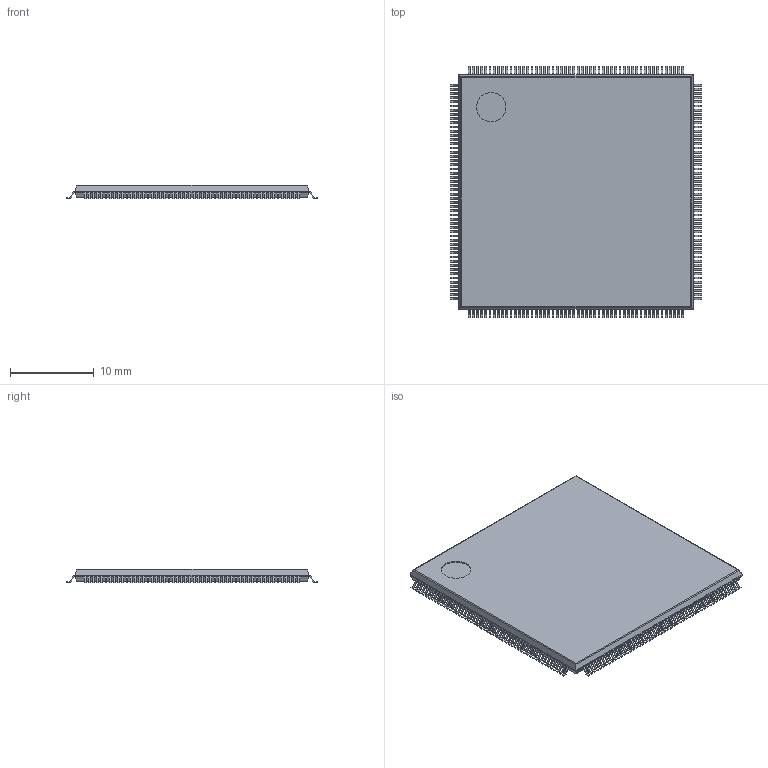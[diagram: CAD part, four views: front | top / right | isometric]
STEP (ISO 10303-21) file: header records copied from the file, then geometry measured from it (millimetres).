
FILE_DESCRIPTION(('FreeCAD Model'),'2;1');
FILE_NAME('2630320.1.1.stp','2020-04-11T02:39:36',( 'Author'),(''),'Open CASCADE STEP processor 6.9','FreeCAD','Unknown' );
FILE_SCHEMA(('AUTOMOTIVE_DESIGN { 1 0 10303 214 1 1 1 1 }'));
Length unit declared in the file: millimetre
Products named in the file (4): ASSEMBLY; Body; PinsArrayLR; PinsArrayTB
Assembly tree (3 placements, depth 2):
  ASSEMBLY
    Body
    PinsArrayLR
    PinsArrayTB
Bounding box: 30 x 30 x 1.6 mm (x, y, z)
Volume: 1159.7 mm3; surface area: 1882.7 mm2
Topology: 209 solids, 209 shells, 2728 faces, 6911 edges, 4602 vertices
Faces by surface type: plane 2095, cylinder 633
Full cylindrical faces by diameter (mm): 3.5 x1
Entity records: 174434 total; most frequent: CARTESIAN_POINT 32355, DIRECTION 26399, LINE 17793, VECTOR 17793, ORIENTED_EDGE 13822, PCURVE 13822, DEFINITIONAL_REPRESENTATION 13822, EDGE_CURVE 6911
